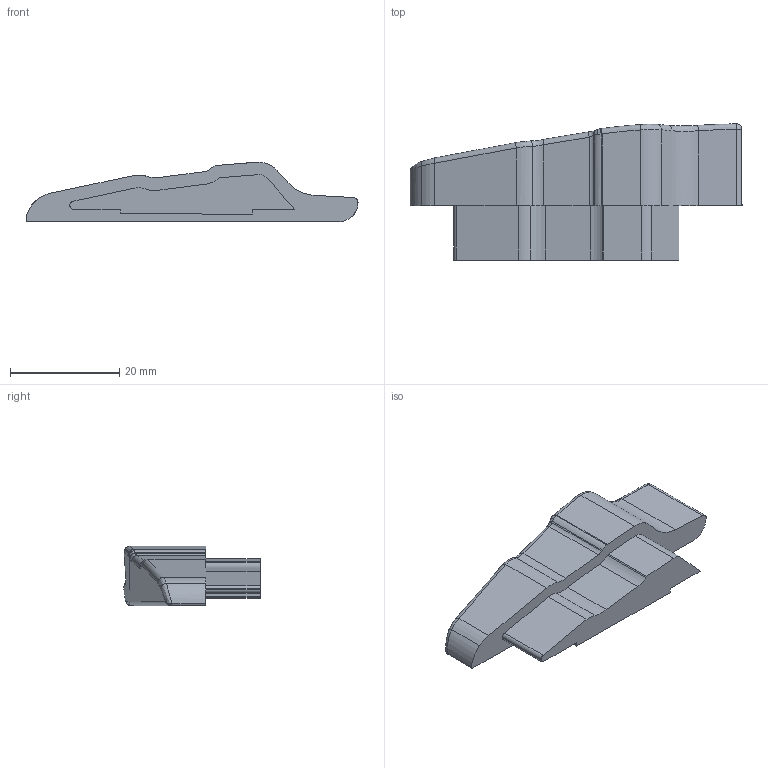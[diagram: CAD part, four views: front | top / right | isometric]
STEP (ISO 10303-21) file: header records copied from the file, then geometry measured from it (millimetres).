
FILE_DESCRIPTION(/* description */ (''),/* implementation_level */ '2;1');
FILE_NAME(/* name */ 'Cap 1.step',/* time_stamp */ '2024-06-27T10:39:45+02:00',/* author */ (''),/* organization */ (''),/* preprocessor_version */ 'ST-DEVELOPER v20',/* originating_system */ 'Autodesk Translation Framework v13.14.0.145',/* authorisation */ '');
FILE_SCHEMA (('AUTOMOTIVE_DESIGN { 1 0 10303 214 3 1 1 }'));
Length unit declared in the file: millimetre
Products named in the file (1): Kapica 1
Bounding box: 60.87 x 24.98 x 10.94 mm (x, y, z)
Volume: 7234.2 mm3; surface area: 3290.9 mm2
Topology: 1 solids, 1 shells, 70 faces, 179 edges, 110 vertices
Faces by surface type: cylinder 26, plane 23, bspline 21
Entity records: 2659 total; most frequent: CARTESIAN_POINT 1007, ORIENTED_EDGE 354, DIRECTION 323, EDGE_CURVE 177, AXIS2_PLACEMENT_3D 120, VERTEX_POINT 110, LINE 83, VECTOR 83
